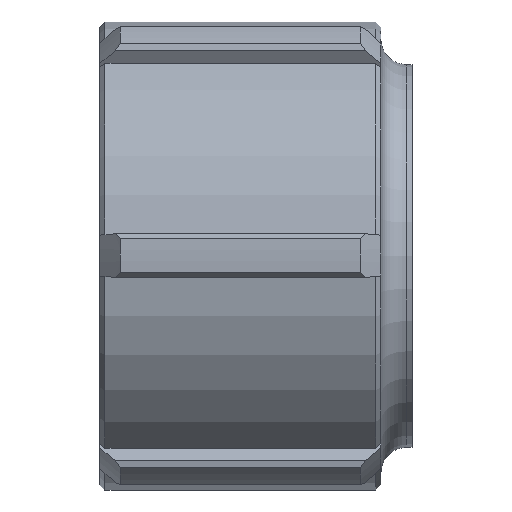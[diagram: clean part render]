
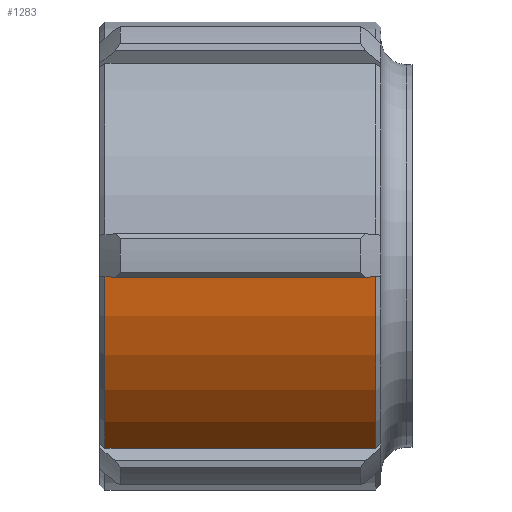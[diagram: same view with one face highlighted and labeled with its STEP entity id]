
A CAD part, top view. The second image highlights one B-rep face of the part: STEP entity #1283.
In plain terms, the highlighted cylindrical face has radius 27.83 mm (diameter 55.66 mm), a partial arc.
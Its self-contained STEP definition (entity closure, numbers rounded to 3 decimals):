
#67=CYLINDRICAL_SURFACE('',#1401,27.83);
#162=LINE('',#2114,#270);
#166=LINE('',#2130,#274);
#270=VECTOR('',#1678,32.09);
#274=VECTOR('',#1686,32.09);
#379=FACE_OUTER_BOUND('',#453,.T.);
#453=EDGE_LOOP('',(#1129,#1130,#1131,#1132));
#499=CIRCLE('',#1329,27.83);
#504=CIRCLE('',#1339,27.83);
#568=VERTEX_POINT('',#1860);
#569=VERTEX_POINT('',#1862);
#579=VERTEX_POINT('',#1891);
#580=VERTEX_POINT('',#1893);
#698=EDGE_CURVE('',#568,#569,#499,.T.);
#713=EDGE_CURVE('',#579,#580,#504,.T.);
#812=EDGE_CURVE('',#579,#569,#162,.T.);
#818=EDGE_CURVE('',#580,#568,#166,.T.);
#1129=ORIENTED_EDGE('',*,*,#698,.F.);
#1130=ORIENTED_EDGE('',*,*,#818,.F.);
#1131=ORIENTED_EDGE('',*,*,#713,.F.);
#1132=ORIENTED_EDGE('',*,*,#812,.T.);
#1283=ADVANCED_FACE('',(#379),#67,.T.);
#1329=AXIS2_PLACEMENT_3D('',#1863,#1490,#1491);
#1339=AXIS2_PLACEMENT_3D('',#1894,#1520,#1521);
#1401=AXIS2_PLACEMENT_3D('',#2179,#1721,#1722);
#1490=DIRECTION('center_axis',(1.,0.,0.));
#1491=DIRECTION('ref_axis',(0.,0.866,0.5));
#1520=DIRECTION('center_axis',(-1.,0.,0.));
#1521=DIRECTION('ref_axis',(0.,0.866,0.5));
#1678=DIRECTION('',(1.,0.,0.));
#1686=DIRECTION('',(1.,0.,0.));
#1721=DIRECTION('center_axis',(1.,0.,0.));
#1722=DIRECTION('ref_axis',(0.,0.866,0.5));
#1860=CARTESIAN_POINT('',(32.695,-2.426,27.724));
#1862=CARTESIAN_POINT('',(32.695,-22.797,15.963));
#1863=CARTESIAN_POINT('Origin',(32.695,0.,0.));
#1891=CARTESIAN_POINT('',(0.605,-22.797,15.963));
#1893=CARTESIAN_POINT('',(0.605,-2.426,27.724));
#1894=CARTESIAN_POINT('Origin',(0.605,0.,0.));
#2114=CARTESIAN_POINT('',(0.,-22.797,15.963));
#2130=CARTESIAN_POINT('',(0.,-2.426,27.724));
#2179=CARTESIAN_POINT('Origin',(0.,0.,0.));
